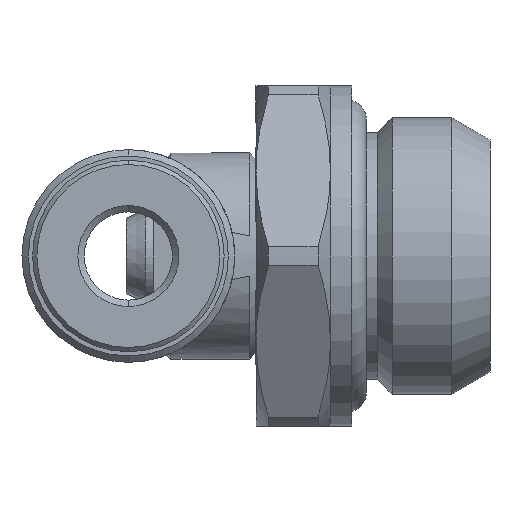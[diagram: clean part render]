
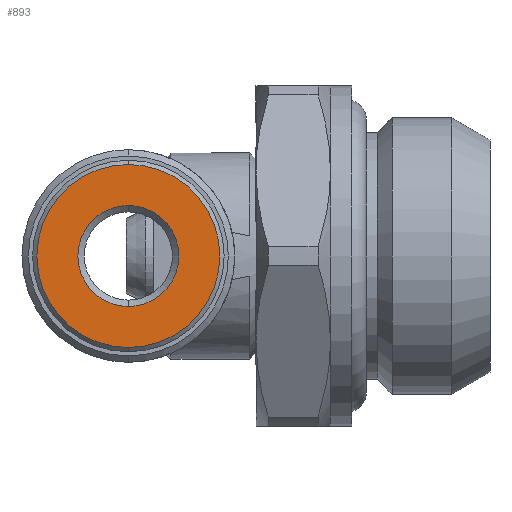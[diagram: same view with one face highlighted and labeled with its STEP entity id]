
A CAD part, left-side view. The second image highlights one B-rep face of the part: STEP entity #893.
In plain terms, the highlighted planar face has unit normal (-1, 0, 0).
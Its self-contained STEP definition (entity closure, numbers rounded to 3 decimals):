
#115 = CARTESIAN_POINT ( 'NONE',  ( -16.1, 0., 0. ) ) ;
#128 = DIRECTION ( 'NONE',  ( 1., 0., 0. ) ) ;
#135 = DIRECTION ( 'NONE',  ( 0., 0., 1. ) ) ;
#230 = AXIS2_PLACEMENT_3D ( 'NONE', #115, #128, #135 ) ;
#231 = CIRCLE ( 'NONE', #230, 2.375 ) ;
#267 = CIRCLE ( 'NONE', #373, 4.3 ) ;
#373 = AXIS2_PLACEMENT_3D ( 'NONE', #3382, #3383, #3384 ) ;
#529 = AXIS2_PLACEMENT_3D ( 'NONE', #2685, #2686, #2684 ) ;
#672 = CIRCLE ( 'NONE', #715, 2.375 ) ;
#712 = CIRCLE ( 'NONE', #713, 4.3 ) ;
#713 = AXIS2_PLACEMENT_3D ( 'NONE', #3009, #3010, #3011 ) ;
#715 = AXIS2_PLACEMENT_3D ( 'NONE', #3012, #3013, #3014 ) ;
#893 = ADVANCED_FACE ( 'NONE', ( #1499, #1608 ), #2688, .F. ) ;
#975 = EDGE_CURVE ( 'NONE', #1462, #1404, #231, .T. ) ;
#1012 = EDGE_CURVE ( 'NONE', #1369, #1331, #267, .T. ) ;
#1312 = EDGE_CURVE ( 'NONE', #1331, #1369, #712, .T. ) ;
#1313 = EDGE_CURVE ( 'NONE', #1404, #1462, #672, .T. ) ;
#1331 = VERTEX_POINT ( 'NONE', #3028 ) ;
#1369 = VERTEX_POINT ( 'NONE', #3042 ) ;
#1404 = VERTEX_POINT ( 'NONE', #3050 ) ;
#1462 = VERTEX_POINT ( 'NONE', #3058 ) ;
#1499 = FACE_OUTER_BOUND ( 'NONE', #1736, .T. ) ;
#1604 = ORIENTED_EDGE ( 'NONE', *, *, #1312, .F. ) ;
#1608 = FACE_BOUND ( 'NONE', #1824, .T. ) ;
#1609 = ORIENTED_EDGE ( 'NONE', *, *, #1012, .F. ) ;
#1612 = ORIENTED_EDGE ( 'NONE', *, *, #1313, .T. ) ;
#1613 = ORIENTED_EDGE ( 'NONE', *, *, #975, .T. ) ;
#1736 = EDGE_LOOP ( 'NONE', ( #1609, #1604 ) ) ;
#1824 = EDGE_LOOP ( 'NONE', ( #1613, #1612 ) ) ;
#2684 = DIRECTION ( 'NONE',  ( 0., 0., 1. ) ) ;
#2685 = CARTESIAN_POINT ( 'NONE',  ( -16.1, 4.3, 0. ) ) ;
#2686 = DIRECTION ( 'NONE',  ( 1., 0., 0. ) ) ;
#2688 = PLANE ( 'NONE',  #529 ) ;
#3009 = CARTESIAN_POINT ( 'NONE',  ( -16.1, 0., 0. ) ) ;
#3010 = DIRECTION ( 'NONE',  ( 1., 0., 0. ) ) ;
#3011 = DIRECTION ( 'NONE',  ( 0., 0., 1. ) ) ;
#3012 = CARTESIAN_POINT ( 'NONE',  ( -16.1, 0., 0. ) ) ;
#3013 = DIRECTION ( 'NONE',  ( 1., 0., 0. ) ) ;
#3014 = DIRECTION ( 'NONE',  ( 0., 0., 1. ) ) ;
#3028 = CARTESIAN_POINT ( 'NONE',  ( -16.1, 0., -4.3 ) ) ;
#3042 = CARTESIAN_POINT ( 'NONE',  ( -16.1, 0., 4.3 ) ) ;
#3050 = CARTESIAN_POINT ( 'NONE',  ( -16.1, 0., 2.375 ) ) ;
#3058 = CARTESIAN_POINT ( 'NONE',  ( -16.1, 0., -2.375 ) ) ;
#3382 = CARTESIAN_POINT ( 'NONE',  ( -16.1, 0., 0. ) ) ;
#3383 = DIRECTION ( 'NONE',  ( 1., 0., 0. ) ) ;
#3384 = DIRECTION ( 'NONE',  ( 0., 0., 1. ) ) ;
